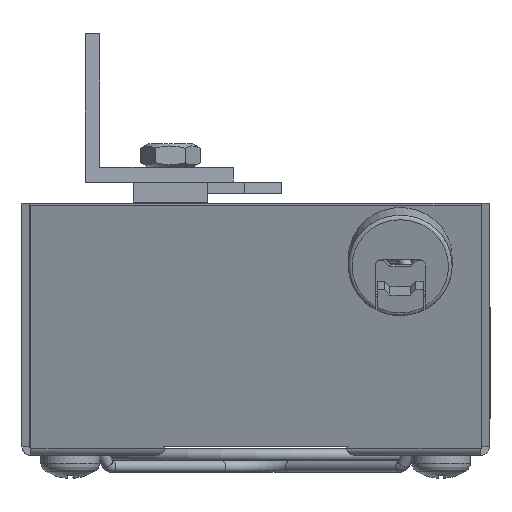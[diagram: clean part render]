
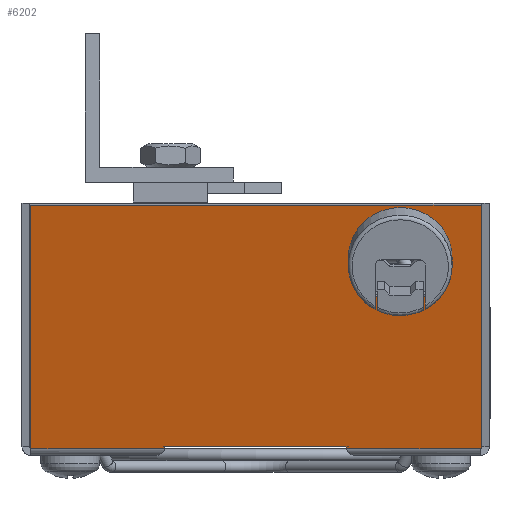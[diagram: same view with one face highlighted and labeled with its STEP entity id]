
A CAD part, left-side view. The second image highlights one B-rep face of the part: STEP entity #6202.
In plain terms, the highlighted planar face has unit normal (-0.966, 0, -0.259).
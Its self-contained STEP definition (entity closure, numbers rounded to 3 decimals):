
#4234=CARTESIAN_POINT('',(-37.255,-22.9,3.056));
#4235=VERTEX_POINT('',#4234);
#4266=CARTESIAN_POINT('',(-37.209,-22.6,2.883));
#4267=VERTEX_POINT('',#4266);
#5155=CARTESIAN_POINT('',(-37.06,-16.1,2.326));
#5156=VERTEX_POINT('',#5155);
#5163=CARTESIAN_POINT('',(-37.255,-16.1,3.056));
#5164=VERTEX_POINT('',#5163);
#5165=CARTESIAN_POINT('',(-37.255,-16.1,3.056));
#5166=DIRECTION('',(0.259,0.0,-0.966));
#5167=VECTOR('',#5166,0.756);
#5168=LINE('',#5165,#5167);
#5169=EDGE_CURVE('',#5164,#5156,#5168,.T.);
#5358=CARTESIAN_POINT('',(-37.06,-22.9,2.326));
#5359=VERTEX_POINT('',#5358);
#5360=CARTESIAN_POINT('',(-37.06,-22.9,2.326));
#5361=DIRECTION('',(-0.259,0.0,0.966));
#5362=VECTOR('',#5361,0.756);
#5363=LINE('',#5360,#5362);
#5364=EDGE_CURVE('',#5359,#4235,#5363,.T.);
#5682=CARTESIAN_POINT('',(-37.209,-16.4,2.883));
#5683=VERTEX_POINT('',#5682);
#5690=CARTESIAN_POINT('',(-37.019,-16.4,2.174));
#5691=VERTEX_POINT('',#5690);
#5692=CARTESIAN_POINT('',(-37.019,-16.4,2.174));
#5693=DIRECTION('',(-0.259,0.0,0.966));
#5694=VECTOR('',#5693,0.734);
#5695=LINE('',#5692,#5694);
#5696=EDGE_CURVE('',#5691,#5683,#5695,.T.);
#5855=CARTESIAN_POINT('',(-37.019,-22.6,2.174));
#5856=VERTEX_POINT('',#5855);
#5863=CARTESIAN_POINT('',(-37.209,-22.6,2.883));
#5864=DIRECTION('',(0.259,0.0,-0.966));
#5865=VECTOR('',#5864,0.734);
#5866=LINE('',#5863,#5865);
#5867=EDGE_CURVE('',#4267,#5856,#5866,.T.);
#5940=CARTESIAN_POINT('',(-38.643,-19.5,8.236));
#5941=DIRECTION('',(0.966,0.0,0.259));
#5942=DIRECTION('',(0.0,-1.0,0.0));
#5943=AXIS2_PLACEMENT_3D('',#5940,#5941,#5942);
#5944=CIRCLE('',#5943,7.);
#5945=EDGE_CURVE('',#5156,#5359,#5944,.T.);
#6008=CARTESIAN_POINT('',(-38.643,-19.5,8.236));
#6009=DIRECTION('',(0.966,0.0,0.259));
#6010=DIRECTION('',(0.0,-1.0,0.0));
#6011=AXIS2_PLACEMENT_3D('',#6008,#6009,#6010);
#6012=CIRCLE('',#6011,7.);
#6013=EDGE_CURVE('',#5856,#5691,#6012,.T.);
#6093=CARTESIAN_POINT('',(-36.02,0.,-1.552));
#6094=DIRECTION('',(0.966,0.,0.259));
#6095=DIRECTION('',(0.259,0.0,-0.966));
#6096=AXIS2_PLACEMENT_3D('',#6093,#6094,#6095);
#6097=PLANE('',#6096);
#6098=CARTESIAN_POINT('',(-31.738,12.262,-17.533));
#6099=VERTEX_POINT('',#6098);
#6100=CARTESIAN_POINT('',(-31.822,12.178,-17.223));
#6101=VERTEX_POINT('',#6100);
#6102=CARTESIAN_POINT('',(-31.738,12.262,-17.533));
#6103=DIRECTION('',(-0.251,-0.251,0.935));
#6104=VECTOR('',#6103,0.332);
#6105=LINE('',#6102,#6104);
#6106=EDGE_CURVE('',#6099,#6101,#6105,.T.);
#6107=ORIENTED_EDGE('',*,*,#6106,.T.);
#6108=CARTESIAN_POINT('',(-31.822,-12.178,-17.223));
#6109=VERTEX_POINT('',#6108);
#6110=CARTESIAN_POINT('',(-31.822,12.178,-17.223));
#6111=DIRECTION('',(0.0,-1.0,0.0));
#6112=VECTOR('',#6111,24.357);
#6113=LINE('',#6110,#6112);
#6114=EDGE_CURVE('',#6101,#6109,#6113,.T.);
#6115=ORIENTED_EDGE('',*,*,#6114,.T.);
#6116=CARTESIAN_POINT('',(-31.738,-12.262,-17.533));
#6117=VERTEX_POINT('',#6116);
#6118=CARTESIAN_POINT('',(-31.822,-12.178,-17.223));
#6119=DIRECTION('',(0.251,-0.251,-0.935));
#6120=VECTOR('',#6119,0.332);
#6121=LINE('',#6118,#6120);
#6122=EDGE_CURVE('',#6109,#6117,#6121,.T.);
#6123=ORIENTED_EDGE('',*,*,#6122,.T.);
#6124=CARTESIAN_POINT('',(-31.738,-30.3,-17.533));
#6125=VERTEX_POINT('',#6124);
#6126=CARTESIAN_POINT('',(-31.738,-30.3,-17.533));
#6127=DIRECTION('',(0.0,1.0,0.0));
#6128=VECTOR('',#6127,18.038);
#6129=LINE('',#6126,#6128);
#6130=EDGE_CURVE('',#6125,#6117,#6129,.T.);
#6131=ORIENTED_EDGE('',*,*,#6130,.F.);
#6132=CARTESIAN_POINT('',(-31.738,-30.4,-17.533));
#6133=VERTEX_POINT('',#6132);
#6134=CARTESIAN_POINT('',(-31.738,-30.4,-17.533));
#6135=DIRECTION('',(0.0,1.0,0.0));
#6136=VECTOR('',#6135,0.1);
#6137=LINE('',#6134,#6136);
#6138=EDGE_CURVE('',#6133,#6125,#6137,.T.);
#6139=ORIENTED_EDGE('',*,*,#6138,.F.);
#6140=CARTESIAN_POINT('',(-40.541,-30.4,15.318));
#6141=VERTEX_POINT('',#6140);
#6142=CARTESIAN_POINT('',(-40.541,-30.4,15.318));
#6143=DIRECTION('',(0.259,0.0,-0.966));
#6144=VECTOR('',#6143,34.01);
#6145=LINE('',#6142,#6144);
#6146=EDGE_CURVE('',#6141,#6133,#6145,.T.);
#6147=ORIENTED_EDGE('',*,*,#6146,.F.);
#6148=CARTESIAN_POINT('',(-40.541,30.4,15.318));
#6149=VERTEX_POINT('',#6148);
#6150=CARTESIAN_POINT('',(-40.541,-30.4,15.318));
#6151=DIRECTION('',(0.0,1.0,0.0));
#6152=VECTOR('',#6151,60.8);
#6153=LINE('',#6150,#6152);
#6154=EDGE_CURVE('',#6141,#6149,#6153,.T.);
#6155=ORIENTED_EDGE('',*,*,#6154,.T.);
#6156=CARTESIAN_POINT('',(-31.738,30.4,-17.533));
#6157=VERTEX_POINT('',#6156);
#6158=CARTESIAN_POINT('',(-31.738,30.4,-17.533));
#6159=DIRECTION('',(-0.259,0.0,0.966));
#6160=VECTOR('',#6159,34.01);
#6161=LINE('',#6158,#6160);
#6162=EDGE_CURVE('',#6157,#6149,#6161,.T.);
#6163=ORIENTED_EDGE('',*,*,#6162,.F.);
#6164=CARTESIAN_POINT('',(-31.738,30.3,-17.533));
#6165=VERTEX_POINT('',#6164);
#6166=CARTESIAN_POINT('',(-31.738,30.3,-17.533));
#6167=DIRECTION('',(0.0,1.0,0.0));
#6168=VECTOR('',#6167,0.1);
#6169=LINE('',#6166,#6168);
#6170=EDGE_CURVE('',#6165,#6157,#6169,.T.);
#6171=ORIENTED_EDGE('',*,*,#6170,.F.);
#6172=CARTESIAN_POINT('',(-31.738,12.262,-17.533));
#6173=DIRECTION('',(0.0,1.0,0.0));
#6174=VECTOR('',#6173,18.038);
#6175=LINE('',#6172,#6174);
#6176=EDGE_CURVE('',#6099,#6165,#6175,.T.);
#6177=ORIENTED_EDGE('',*,*,#6176,.F.);
#6178=EDGE_LOOP('',(#6107,#6115,#6123,#6131,#6139,#6147,#6155,#6163,#6171,#6177));
#6179=FACE_OUTER_BOUND('',#6178,.T.);
#6180=ORIENTED_EDGE('',*,*,#5169,.T.);
#6181=ORIENTED_EDGE('',*,*,#5945,.T.);
#6182=ORIENTED_EDGE('',*,*,#5364,.T.);
#6183=CARTESIAN_POINT('',(-38.643,-19.5,8.236));
#6184=DIRECTION('',(0.966,0.,0.259));
#6185=DIRECTION('',(-0.259,0.,0.966));
#6186=AXIS2_PLACEMENT_3D('',#6183,#6184,#6185);
#6187=CIRCLE('',#6186,6.35);
#6188=EDGE_CURVE('',#4235,#4267,#6187,.T.);
#6189=ORIENTED_EDGE('',*,*,#6188,.T.);
#6190=ORIENTED_EDGE('',*,*,#5867,.T.);
#6191=ORIENTED_EDGE('',*,*,#6013,.T.);
#6192=ORIENTED_EDGE('',*,*,#5696,.T.);
#6193=CARTESIAN_POINT('',(-38.643,-19.5,8.236));
#6194=DIRECTION('',(0.966,0.,0.259));
#6195=DIRECTION('',(-0.259,0.,0.966));
#6196=AXIS2_PLACEMENT_3D('',#6193,#6194,#6195);
#6197=CIRCLE('',#6196,6.35);
#6198=EDGE_CURVE('',#5683,#5164,#6197,.T.);
#6199=ORIENTED_EDGE('',*,*,#6198,.T.);
#6200=EDGE_LOOP('',(#6180,#6181,#6182,#6189,#6190,#6191,#6192,#6199));
#6201=FACE_BOUND('',#6200,.T.);
#6202=ADVANCED_FACE('',(#6179,#6201),#6097,.F.);
